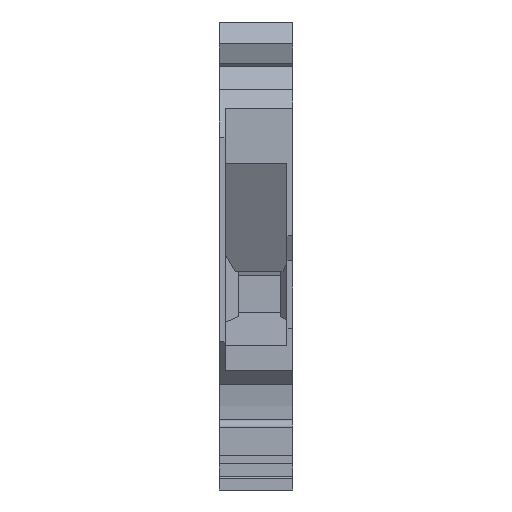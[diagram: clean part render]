
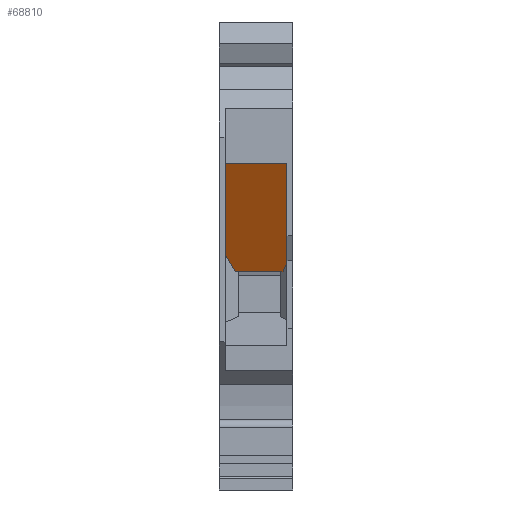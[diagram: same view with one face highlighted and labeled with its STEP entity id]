
A CAD part, front view. The second image highlights one B-rep face of the part: STEP entity #68810.
In plain terms, the highlighted face is planar.
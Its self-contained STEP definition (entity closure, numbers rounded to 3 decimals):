
#67480=CARTESIAN_POINT('',(-46.75,26.968,
77.5));
#67490=VERTEX_POINT('',#67480);
#67520=CARTESIAN_POINT('',(-46.75,26.968,78.15));
#67530=DIRECTION('',(0.,0.,1.));
#67540=VECTOR('',#67530,1.);
#67550=LINE('',#67520,#67540);
#67560=CARTESIAN_POINT('',(-46.75,26.968,
70.65));
#67570=VERTEX_POINT('',#67560);
#67580=EDGE_CURVE('',#67570,#67490,#67550,.T.);
#67840=CARTESIAN_POINT('',(178.609,-363.366,
77.5));
#67850=DIRECTION('',(0.5,-0.866,
0.));
#67860=VECTOR('',#67850,1.);
#67870=LINE('',#67840,#67860);
#67880=CARTESIAN_POINT('',(-40.321,15.833,
77.5));
#67890=VERTEX_POINT('',#67880);
#67900=EDGE_CURVE('',#67490,#67890,#67870,.T.);
#68420=CARTESIAN_POINT('',(-39.407,14.25,
72.15));
#68430=DIRECTION('',(-0.866,-0.5,
0.));
#68440=DIRECTION('',(0.5,-0.866,
0.));
#68450=AXIS2_PLACEMENT_3D('',#68420,#68430,#68440);
#68460=PLANE('',#68450);
#68470=CARTESIAN_POINT('',(-39.803,14.935,78.15));
#68480=DIRECTION('',(0.,0.,1.));
#68490=VECTOR('',#68480,1.);
#68500=LINE('',#68470,#68490);
#68510=CARTESIAN_POINT('',(-39.803,14.935,
71.784));
#68520=VERTEX_POINT('',#68510);
#68530=CARTESIAN_POINT('',(-39.803,14.935,
77.065));
#68540=VERTEX_POINT('',#68530);
#68550=EDGE_CURVE('',#68520,#68540,#68500,.T.);
#68560=ORIENTED_EDGE('',*,*,#68550,.T.);
#68570=CARTESIAN_POINT('',(178.609,-363.366,
290.196));
#68580=DIRECTION('',(0.447,-0.775,
0.447));
#68590=VECTOR('',#68580,1.);
#68600=LINE('',#68570,#68590);
#68610=CARTESIAN_POINT('',(-40.937,16.899,
70.65));
#68620=VERTEX_POINT('',#68610);
#68630=EDGE_CURVE('',#68620,#68520,#68600,.T.);
#68640=ORIENTED_EDGE('',*,*,#68630,.T.);
#68650=CARTESIAN_POINT('',(178.609,-363.366,
70.65));
#68660=DIRECTION('',(0.5,-0.866,
0.));
#68670=VECTOR('',#68660,1.);
#68680=LINE('',#68650,#68670);
#68690=EDGE_CURVE('',#67570,#68620,#68680,.T.);
#68700=ORIENTED_EDGE('',*,*,#68690,.T.);
#68710=ORIENTED_EDGE('',*,*,#67580,.F.);
#68720=ORIENTED_EDGE('',*,*,#67900,.F.);
#68730=CARTESIAN_POINT('',(178.609,-363.366,
-106.205));
#68740=DIRECTION('',(0.461,-0.799,
-0.387));
#68750=VECTOR('',#68740,1.);
#68760=LINE('',#68730,#68750);
#68770=EDGE_CURVE('',#67890,#68540,#68760,.T.);
#68780=ORIENTED_EDGE('',*,*,#68770,.F.);
#68790=EDGE_LOOP('',(#68780,#68720,#68710,#68700,#68640,#68560));
#68800=FACE_OUTER_BOUND('',#68790,.T.);
#68810=ADVANCED_FACE('',(#68800),#68460,.T.);
